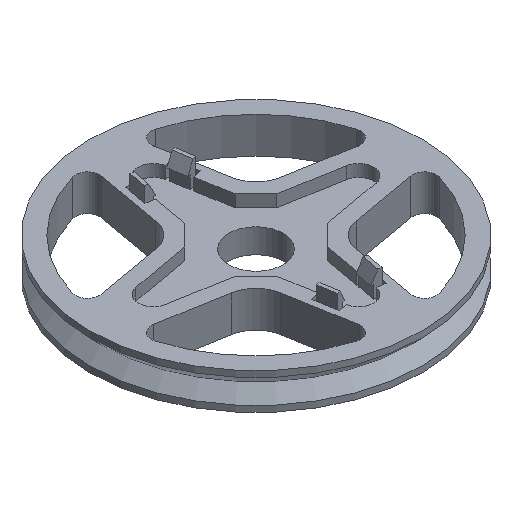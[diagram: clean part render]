
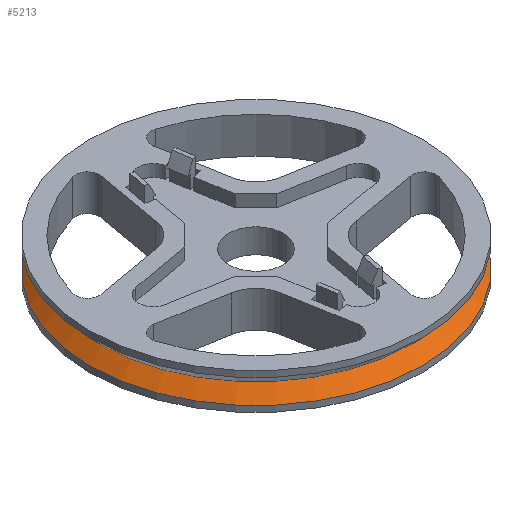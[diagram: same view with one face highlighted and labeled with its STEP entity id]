
A CAD part, isometric view. The second image highlights one B-rep face of the part: STEP entity #5213.
In plain terms, the highlighted conical face has half-angle 45 degrees and reference radius 25.5 mm.
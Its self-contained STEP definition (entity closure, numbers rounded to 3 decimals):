
#2038 = CONICAL_SURFACE('',#2039,27.5,0.785);
#2039 = AXIS2_PLACEMENT_3D('',#2040,#2041,#2042);
#2040 = CARTESIAN_POINT('',(0.,0.,2.));
#2041 = DIRECTION('',(0.,0.,1.));
#2042 = DIRECTION('',(1.,0.,0.));
#4494 = CYLINDRICAL_SURFACE('',#4495,27.5);
#4495 = AXIS2_PLACEMENT_3D('',#4496,#4497,#4498);
#4496 = CARTESIAN_POINT('',(0.,0.,-2.));
#4497 = DIRECTION('',(0.,0.,-1.));
#4498 = DIRECTION('',(1.,0.,0.));
#4570 = VERTEX_POINT('',#4571);
#4571 = CARTESIAN_POINT('',(25.5,0.,0.));
#4592 = EDGE_CURVE('',#4570,#4570,#4593,.T.);
#4593 = SURFACE_CURVE('',#4594,(#4599,#4606),.PCURVE_S1.);
#4594 = CIRCLE('',#4595,25.5);
#4595 = AXIS2_PLACEMENT_3D('',#4596,#4597,#4598);
#4596 = CARTESIAN_POINT('',(0.,0.,0.));
#4597 = DIRECTION('',(0.,0.,-1.));
#4598 = DIRECTION('',(1.,0.,0.));
#4599 = PCURVE('',#2038,#4600);
#4600 = DEFINITIONAL_REPRESENTATION('',(#4601),#4605);
#4601 = LINE('',#4602,#4603);
#4602 = CARTESIAN_POINT('',(-0.,-2.));
#4603 = VECTOR('',#4604,1.);
#4604 = DIRECTION('',(-1.,-0.));
#4605 = ( GEOMETRIC_REPRESENTATION_CONTEXT(2) 
PARAMETRIC_REPRESENTATION_CONTEXT() REPRESENTATION_CONTEXT('2D SPACE',''
  ) );
#4606 = PCURVE('',#4607,#4612);
#4607 = CONICAL_SURFACE('',#4608,25.5,0.785);
#4608 = AXIS2_PLACEMENT_3D('',#4609,#4610,#4611);
#4609 = CARTESIAN_POINT('',(0.,0.,0.));
#4610 = DIRECTION('',(0.,0.,-1.));
#4611 = DIRECTION('',(1.,0.,0.));
#4612 = DEFINITIONAL_REPRESENTATION('',(#4613),#4617);
#4613 = LINE('',#4614,#4615);
#4614 = CARTESIAN_POINT('',(0.,0.));
#4615 = VECTOR('',#4616,1.);
#4616 = DIRECTION('',(1.,0.));
#4617 = ( GEOMETRIC_REPRESENTATION_CONTEXT(2) 
PARAMETRIC_REPRESENTATION_CONTEXT() REPRESENTATION_CONTEXT('2D SPACE',''
  ) );
#5140 = EDGE_CURVE('',#5141,#5141,#5143,.T.);
#5141 = VERTEX_POINT('',#5142);
#5142 = CARTESIAN_POINT('',(27.5,0.,-2.));
#5143 = SURFACE_CURVE('',#5144,(#5149,#5156),.PCURVE_S1.);
#5144 = CIRCLE('',#5145,27.5);
#5145 = AXIS2_PLACEMENT_3D('',#5146,#5147,#5148);
#5146 = CARTESIAN_POINT('',(0.,0.,-2.));
#5147 = DIRECTION('',(0.,0.,-1.));
#5148 = DIRECTION('',(1.,0.,0.));
#5149 = PCURVE('',#4494,#5150);
#5150 = DEFINITIONAL_REPRESENTATION('',(#5151),#5155);
#5151 = LINE('',#5152,#5153);
#5152 = CARTESIAN_POINT('',(0.,0.));
#5153 = VECTOR('',#5154,1.);
#5154 = DIRECTION('',(1.,0.));
#5155 = ( GEOMETRIC_REPRESENTATION_CONTEXT(2) 
PARAMETRIC_REPRESENTATION_CONTEXT() REPRESENTATION_CONTEXT('2D SPACE',''
  ) );
#5156 = PCURVE('',#4607,#5157);
#5157 = DEFINITIONAL_REPRESENTATION('',(#5158),#5162);
#5158 = LINE('',#5159,#5160);
#5159 = CARTESIAN_POINT('',(0.,2.));
#5160 = VECTOR('',#5161,1.);
#5161 = DIRECTION('',(1.,0.));
#5162 = ( GEOMETRIC_REPRESENTATION_CONTEXT(2) 
PARAMETRIC_REPRESENTATION_CONTEXT() REPRESENTATION_CONTEXT('2D SPACE',''
  ) );
#5213 = ADVANCED_FACE('',(#5214),#4607,.T.);
#5214 = FACE_BOUND('',#5215,.T.);
#5215 = EDGE_LOOP('',(#5216,#5217,#5238,#5239));
#5216 = ORIENTED_EDGE('',*,*,#4592,.T.);
#5217 = ORIENTED_EDGE('',*,*,#5218,.T.);
#5218 = EDGE_CURVE('',#4570,#5141,#5219,.T.);
#5219 = SEAM_CURVE('',#5220,(#5224,#5231),.PCURVE_S1.);
#5220 = LINE('',#5221,#5222);
#5221 = CARTESIAN_POINT('',(25.5,0.,0.));
#5222 = VECTOR('',#5223,1.);
#5223 = DIRECTION('',(0.707,0.,-0.707));
#5224 = PCURVE('',#4607,#5225);
#5225 = DEFINITIONAL_REPRESENTATION('',(#5226),#5230);
#5226 = LINE('',#5227,#5228);
#5227 = CARTESIAN_POINT('',(0.,0.));
#5228 = VECTOR('',#5229,1.);
#5229 = DIRECTION('',(0.,1.));
#5230 = ( GEOMETRIC_REPRESENTATION_CONTEXT(2) 
PARAMETRIC_REPRESENTATION_CONTEXT() REPRESENTATION_CONTEXT('2D SPACE',''
  ) );
#5231 = PCURVE('',#4607,#5232);
#5232 = DEFINITIONAL_REPRESENTATION('',(#5233),#5237);
#5233 = LINE('',#5234,#5235);
#5234 = CARTESIAN_POINT('',(6.283,0.));
#5235 = VECTOR('',#5236,1.);
#5236 = DIRECTION('',(0.,1.));
#5237 = ( GEOMETRIC_REPRESENTATION_CONTEXT(2) 
PARAMETRIC_REPRESENTATION_CONTEXT() REPRESENTATION_CONTEXT('2D SPACE',''
  ) );
#5238 = ORIENTED_EDGE('',*,*,#5140,.F.);
#5239 = ORIENTED_EDGE('',*,*,#5218,.F.);
